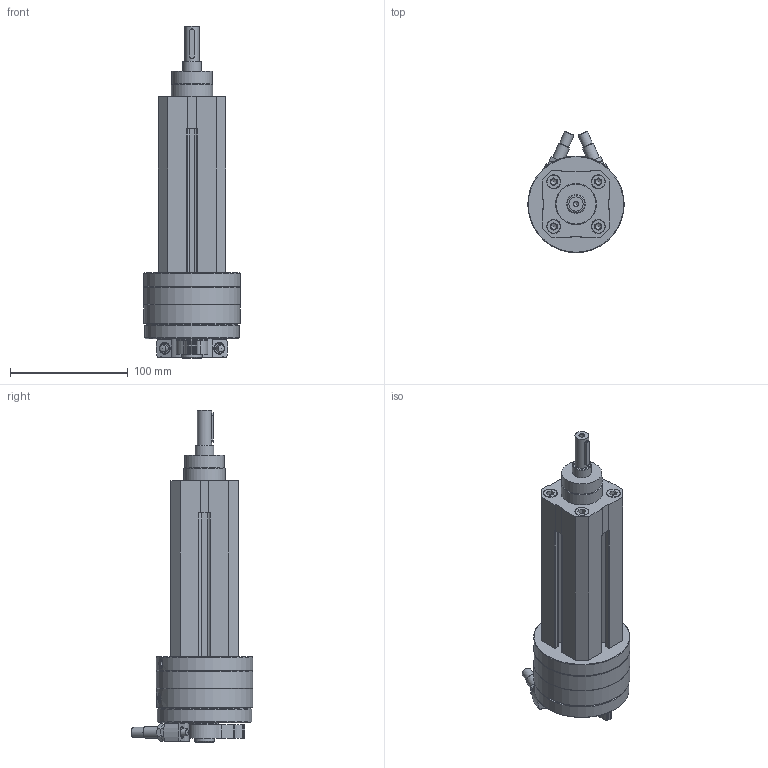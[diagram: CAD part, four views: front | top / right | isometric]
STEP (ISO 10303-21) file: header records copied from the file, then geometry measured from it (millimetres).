
FILE_DESCRIPTION(/* description */ ('STEP AP214'),/* implementation_level */ '2;1');
FILE_NAME(/* name */ '556667_DSL-25-50-270-CC-A-S2-KF-B',/* time_stamp */ '2024-08-21T16:18:00+02:00',/* author */ ('License CC BY-ND 4.0'),/* organization */ ('CADENAS'),/* preprocessor_version */ 'ST-DEVELOPER v19.3',/* originating_system */ 'PARTsolutions',/* authorisation */ ' ');
FILE_SCHEMA (('AUTOMOTIVE_DESIGN {1 0 10303 214 3 1 1}'));
Length unit declared in the file: millimetre
Products named in the file (11): 556667 DSL-25-50-270-CC-A-S2-KF-B---(0_0); 556667 DSL-25-50-270-CC-A-S2-KF-B-50_bz; 702864 DSM-25-BR---(HZ); 548012 DYSC-7-5-Y1F---(SD_0); 256913 DSM-25_NS; DIN-912 - M5x20(F); 396998 YSRW M10X1-3.5-13; 702863 DSM-25-BL---(HZ); 556667 DSL-50-0_k_kf; 306997 DSL; Shim ring DIN 988 17x24x1.5
Assembly tree (16 placements, depth 2):
  556667 DSL-25-50-270-CC-A-S2-KF-B---(0_0)
    556667 DSL-25-50-270-CC-A-S2-KF-B-50_bz
    702864 DSM-25-BR---(HZ)
    548012 DYSC-7-5-Y1F---(SD_0)  x2
    256913 DSM-25_NS  x2
    DIN-912 - M5x20(F)  x2
    396998 YSRW M10X1-3.5-13  x4
    702863 DSM-25-BL---(HZ)
    556667 DSL-50-0_k_kf
    306997 DSL
    Shim ring DIN 988 17x24x1.5
Bounding box: 82 x 103.25 x 282.1 mm (x, y, z)
Volume: 695389.1 mm3; surface area: 129715.8 mm2
Topology: 16 solids, 18 shells, 531 faces, 1266 edges, 798 vertices
Faces by surface type: plane 285, cylinder 156, cone 88, sphere 2
Full cylindrical faces by diameter (mm): 1.2 x2, 1.567 x2, 3 x2, 4.134 x7, 4.917 x4, 5 x2, 5.5 x2, 6 x4, 8.3 x4, 8.5 x2, 8.6 x2, 8.917 x6, 9 x2, 10 x4, 12 x5, 16 x2, 17 x3, 24 x1, 32 x1, 34 x1, 35 x1, 38.5 x1, 49.5 x1, 58 x1, 78 x1, 80 x1, 81.65 x1, 82 x2
Entity records: 12248 total; most frequent: CARTESIAN_POINT 2159, DIRECTION 2127, ORIENTED_EDGE 1814, EDGE_CURVE 907, AXIS2_PLACEMENT_3D 802, VERTEX_POINT 642, FACE_BOUND 599, EDGE_LOOP 591
